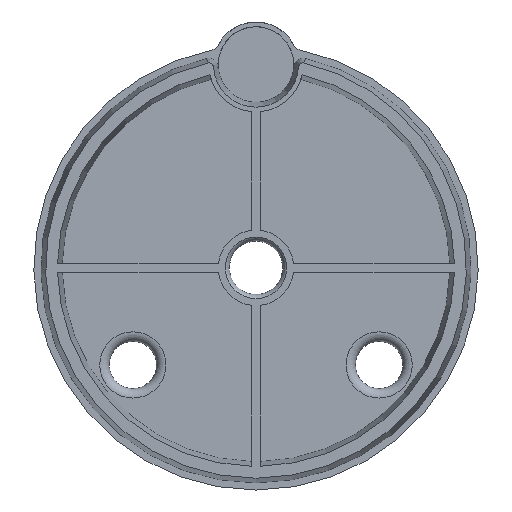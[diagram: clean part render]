
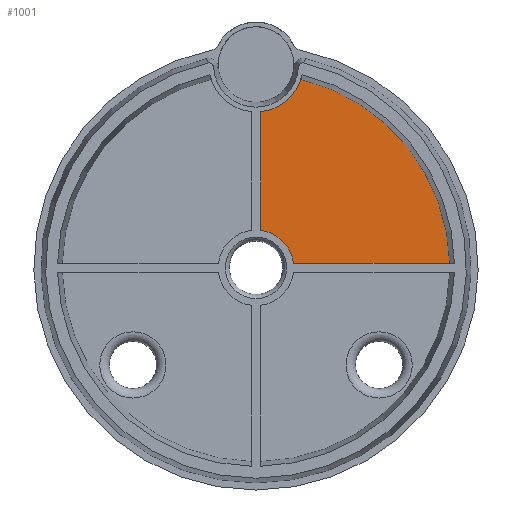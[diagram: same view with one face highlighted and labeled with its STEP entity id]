
A CAD part, front view. The second image highlights one B-rep face of the part: STEP entity #1001.
In plain terms, the highlighted planar face has unit normal (0, -1, 0).
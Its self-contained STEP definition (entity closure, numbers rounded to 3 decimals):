
#92=FACE_OUTER_BOUND('',#160,.T.);
#160=EDGE_LOOP('',(#814,#815,#816,#817,#818));
#219=CIRCLE('',#1080,8.);
#222=CIRCLE('',#1086,10.);
#225=CIRCLE('',#1090,41.);
#295=LINE('',#1635,#372);
#301=LINE('',#1651,#378);
#372=VECTOR('',#1294,10.);
#378=VECTOR('',#1308,10.);
#465=VERTEX_POINT('',#1633);
#466=VERTEX_POINT('',#1634);
#469=VERTEX_POINT('',#1642);
#471=VERTEX_POINT('',#1648);
#474=VERTEX_POINT('',#1658);
#574=EDGE_CURVE('',#465,#466,#295,.T.);
#578=EDGE_CURVE('',#466,#469,#219,.T.);
#582=EDGE_CURVE('',#469,#471,#301,.T.);
#586=EDGE_CURVE('',#465,#474,#222,.T.);
#591=EDGE_CURVE('',#474,#471,#225,.T.);
#814=ORIENTED_EDGE('',*,*,#574,.T.);
#815=ORIENTED_EDGE('',*,*,#578,.T.);
#816=ORIENTED_EDGE('',*,*,#582,.T.);
#817=ORIENTED_EDGE('',*,*,#591,.F.);
#818=ORIENTED_EDGE('',*,*,#586,.F.);
#958=PLANE('',#1109);
#1001=ADVANCED_FACE('',(#92),#958,.T.);
#1080=AXIS2_PLACEMENT_3D('',#1643,#1300,#1301);
#1086=AXIS2_PLACEMENT_3D('',#1659,#1317,#1318);
#1090=AXIS2_PLACEMENT_3D('',#1672,#1326,#1327);
#1109=AXIS2_PLACEMENT_3D('',#1705,#1365,#1366);
#1294=DIRECTION('',(0.,0.,-1.));
#1300=DIRECTION('center_axis',(0.,1.,0.));
#1301=DIRECTION('ref_axis',(0.992,0.,0.125));
#1308=DIRECTION('',(1.,0.,0.));
#1317=DIRECTION('center_axis',(0.,-1.,0.));
#1318=DIRECTION('ref_axis',(1.,0.,0.));
#1326=DIRECTION('center_axis',(0.,1.,0.));
#1327=DIRECTION('ref_axis',(1.,0.,0.));
#1365=DIRECTION('center_axis',(0.,-1.,0.));
#1366=DIRECTION('ref_axis',(1.,0.,0.));
#1633=CARTESIAN_POINT('',(1.,7.5,33.05));
#1634=CARTESIAN_POINT('',(1.,7.5,7.937));
#1635=CARTESIAN_POINT('',(1.,7.5,3.69));
#1642=CARTESIAN_POINT('',(7.937,7.5,1.));
#1643=CARTESIAN_POINT('Origin',(0.,7.5,0.));
#1648=CARTESIAN_POINT('',(40.988,7.5,1.));
#1651=CARTESIAN_POINT('',(22.,7.5,1.));
#1658=CARTESIAN_POINT('',(9.502,7.5,39.884));
#1659=CARTESIAN_POINT('Origin',(0.,7.5,43.));
#1672=CARTESIAN_POINT('Origin',(0.,7.5,0.));
#1705=CARTESIAN_POINT('Origin',(0.,7.5,-0.558));
